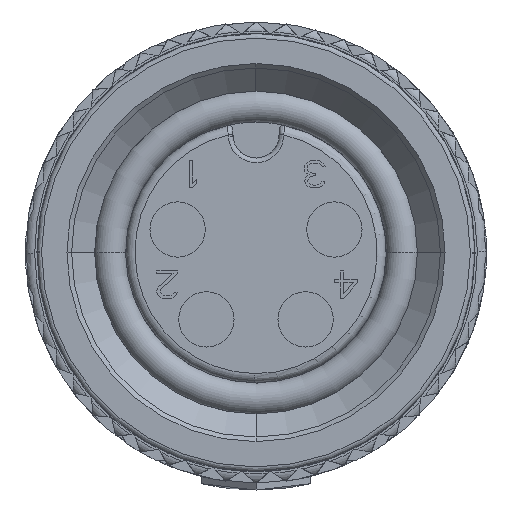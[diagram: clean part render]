
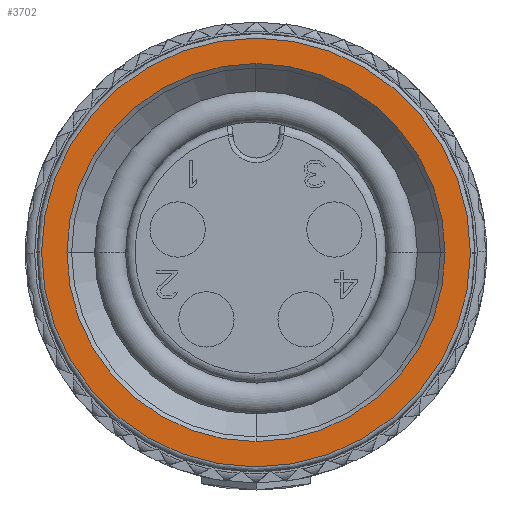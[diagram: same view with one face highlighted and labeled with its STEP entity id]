
A CAD part, front view. The second image highlights one B-rep face of the part: STEP entity #3702.
In plain terms, the highlighted planar face has unit normal (0, -1, 0).
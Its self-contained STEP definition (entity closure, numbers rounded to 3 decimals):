
#3702=ADVANCED_FACE('',(#8576,#8577),#8578,.T.);
#3720=EDGE_CURVE('',#8605,#8602,#8606,.T.);
#3724=EDGE_CURVE('',#8602,#8611,#8612,.T.);
#3732=EDGE_CURVE('',#8624,#8625,#8626,.T.);
#3738=EDGE_CURVE('',#8634,#8635,#8636,.T.);
#5844=EDGE_CURVE('',#8635,#8624,#11400,.T.);
#5846=EDGE_CURVE('',#8625,#8634,#11402,.T.);
#5856=EDGE_CURVE('',#11413,#8605,#11414,.T.);
#5858=EDGE_CURVE('',#8611,#11413,#11416,.T.);
#8576=FACE_OUTER_BOUND('',#48851,.T.);
#8577=FACE_BOUND('',#48852,.T.);
#8578=PLANE('',#48853);
#8602=VERTEX_POINT('',#48881);
#8605=VERTEX_POINT('',#48886);
#8606=CIRCLE('',#48887,4.1);
#8611=VERTEX_POINT('',#48894);
#8612=CIRCLE('',#48895,4.1);
#8624=VERTEX_POINT('',#48911);
#8625=VERTEX_POINT('',#48912);
#8626=CIRCLE('',#48913,4.65);
#8634=VERTEX_POINT('',#48924);
#8635=VERTEX_POINT('',#48925);
#8636=CIRCLE('',#48926,4.65);
#11400=CIRCLE('',#55618,4.65);
#11402=CIRCLE('',#55621,4.65);
#11413=VERTEX_POINT('',#55639);
#11414=CIRCLE('',#55640,4.1);
#11416=CIRCLE('',#55643,4.1);
#48851=EDGE_LOOP('',(#69863,#69864,#69865,#69866));
#48852=EDGE_LOOP('',(#69867,#69868,#69869,#69870));
#48853=AXIS2_PLACEMENT_3D('',#69871,#69872,#69873);
#48881=CARTESIAN_POINT('',(4.1,-8.5,0.0));
#48886=CARTESIAN_POINT('',(0.,-8.5,4.1));
#48887=AXIS2_PLACEMENT_3D('',#69921,#69922,#69923);
#48894=CARTESIAN_POINT('',(0.,-8.5,-4.1));
#48895=AXIS2_PLACEMENT_3D('',#69927,#69928,#69929);
#48911=CARTESIAN_POINT('',(4.65,-8.5,0.0));
#48912=CARTESIAN_POINT('',(-4.65,-8.5,0.024));
#48913=AXIS2_PLACEMENT_3D('',#69939,#69940,#69941);
#48924=CARTESIAN_POINT('',(-4.65,-8.5,0.0));
#48925=CARTESIAN_POINT('',(4.65,-8.5,-0.024));
#48926=AXIS2_PLACEMENT_3D('',#69948,#69949,#69950);
#55618=AXIS2_PLACEMENT_3D('',#71471,#71472,#71473);
#55621=AXIS2_PLACEMENT_3D('',#71474,#71475,#71476);
#55639=CARTESIAN_POINT('',(-4.1,-8.5,0.0));
#55640=AXIS2_PLACEMENT_3D('',#71485,#71486,#71487);
#55643=AXIS2_PLACEMENT_3D('',#71488,#71489,#71490);
#69863=ORIENTED_EDGE('',*,*,#3732,.T.);
#69864=ORIENTED_EDGE('',*,*,#5846,.T.);
#69865=ORIENTED_EDGE('',*,*,#3738,.T.);
#69866=ORIENTED_EDGE('',*,*,#5844,.T.);
#69867=ORIENTED_EDGE('',*,*,#5856,.T.);
#69868=ORIENTED_EDGE('',*,*,#3720,.T.);
#69869=ORIENTED_EDGE('',*,*,#3724,.T.);
#69870=ORIENTED_EDGE('',*,*,#5858,.T.);
#69871=CARTESIAN_POINT('',(0.0,-8.5,0.0));
#69872=DIRECTION('',(0.0,-1.0,0.0));
#69873=DIRECTION('',(0.0,0.0,-1.0));
#69921=CARTESIAN_POINT('',(0.0,-8.5,0.0));
#69922=DIRECTION('',(0.0,1.0,0.0));
#69923=DIRECTION('',(-1.0,0.0,0.0));
#69927=CARTESIAN_POINT('',(0.0,-8.5,0.0));
#69928=DIRECTION('',(-0.0,1.0,0.0));
#69929=DIRECTION('',(1.0,0.0,0.0));
#69939=CARTESIAN_POINT('',(0.0,-8.5,0.0));
#69940=DIRECTION('',(0.0,-1.0,0.0));
#69941=DIRECTION('',(1.0,0.0,0.0));
#69948=CARTESIAN_POINT('',(0.0,-8.5,0.0));
#69949=DIRECTION('',(0.0,-1.0,0.0));
#69950=DIRECTION('',(-1.0,0.0,0.0));
#71471=CARTESIAN_POINT('',(0.0,-8.5,0.0));
#71472=DIRECTION('',(0.0,-1.0,0.0));
#71473=DIRECTION('',(-1.0,0.0,0.0));
#71474=CARTESIAN_POINT('',(0.0,-8.5,0.0));
#71475=DIRECTION('',(0.0,-1.0,0.0));
#71476=DIRECTION('',(1.0,0.0,0.0));
#71485=CARTESIAN_POINT('',(0.0,-8.5,0.0));
#71486=DIRECTION('',(0.0,1.0,0.0));
#71487=DIRECTION('',(-1.0,0.0,0.0));
#71488=CARTESIAN_POINT('',(0.0,-8.5,0.0));
#71489=DIRECTION('',(-0.0,1.0,0.0));
#71490=DIRECTION('',(1.0,0.0,0.0));
